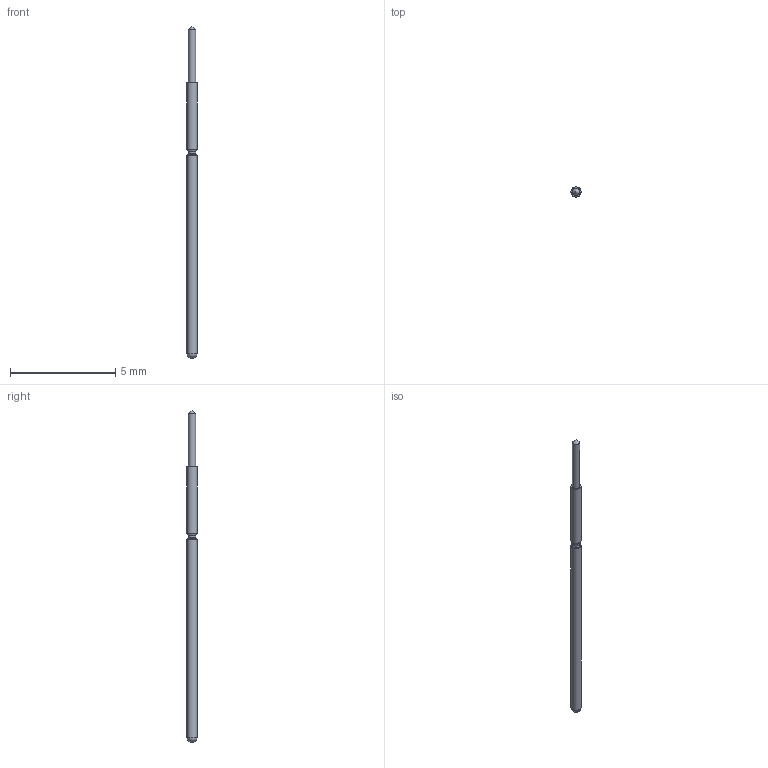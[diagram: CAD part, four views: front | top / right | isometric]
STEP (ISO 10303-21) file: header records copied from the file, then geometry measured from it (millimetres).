
FILE_DESCRIPTION (( 'STEP AP214' ), '1' );
FILE_NAME ('MOD-1020277-F10901B034G050H.STEP', '2023-01-23T12:49:45', ( '' ), ( '' ), 'SwSTEP 2.0', 'SolidWorks 2020', '' );
FILE_SCHEMA (( 'AUTOMOTIVE_DESIGN' ));
Length unit declared in the file: millimetre
Products named in the file (1): MOD-1020277-F10901B034G050H
Bounding box: 0.48 x 0.48 x 15.76 mm (x, y, z)
Volume: 2.5 mm3; surface area: 22.7 mm2
Topology: 1 solids, 1 shells, 151 faces, 410 edges, 265 vertices
Faces by surface type: plane 67, bspline 55, cylinder 23, cone 3, torus 3
Full cylindrical faces by diameter (mm): 0.15 x1, 0.34 x1, 0.361 x1, 0.477 x2
Entity records: 5344 total; most frequent: CARTESIAN_POINT 2184, ORIENTED_EDGE 746, DIRECTION 456, EDGE_CURVE 373, VERTEX_POINT 253, B_SPLINE_CURVE_WITH_KNOTS 183, AXIS2_PLACEMENT_3D 173, EDGE_LOOP 172
